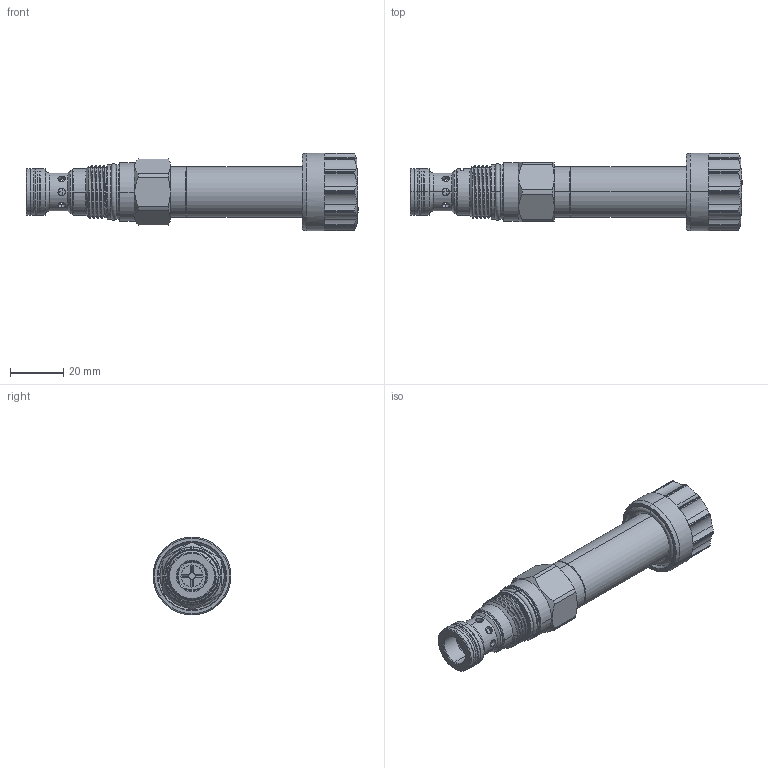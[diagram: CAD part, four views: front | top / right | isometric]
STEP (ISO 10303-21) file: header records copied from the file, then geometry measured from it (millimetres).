
FILE_DESCRIPTION (( 'STEP AP203' ), '1' );
FILE_NAME ('PFH13A2D-P.STEP', '2016-07-26T07:44:15', ( '' ), ( '' ), 'SwSTEP 2.0', 'SolidWorks 2012', '' );
FILE_SCHEMA (( 'CONFIG_CONTROL_DESIGN' ));
Length unit declared in the file: millimetre
Products named in the file (1): PFH13A2D-P
Bounding box: 124.52 x 29.2 x 29.2 mm (x, y, z)
Volume: 40604.1 mm3; surface area: 16968.1 mm2
Topology: 9 solids, 9 shells, 431 faces, 1113 edges, 708 vertices
Faces by surface type: cylinder 187, plane 146, cone 60, torus 26, bspline 12
Entity records: 17843 total; most frequent: CARTESIAN_POINT 7417, ORIENTED_EDGE 2226, DIRECTION 2123, EDGE_CURVE 1113, AXIS2_PLACEMENT_3D 815, VERTEX_POINT 708, LINE 493, VECTOR 493
